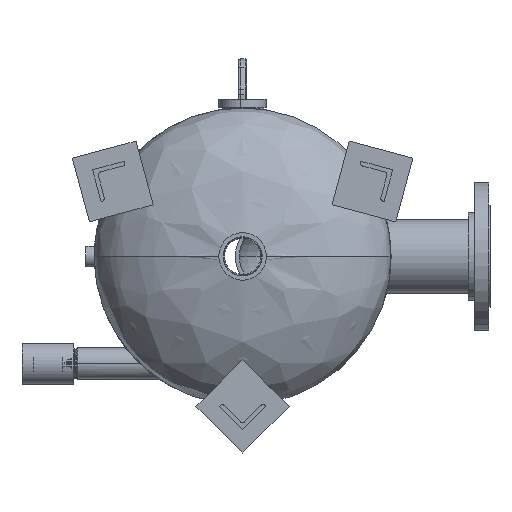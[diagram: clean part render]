
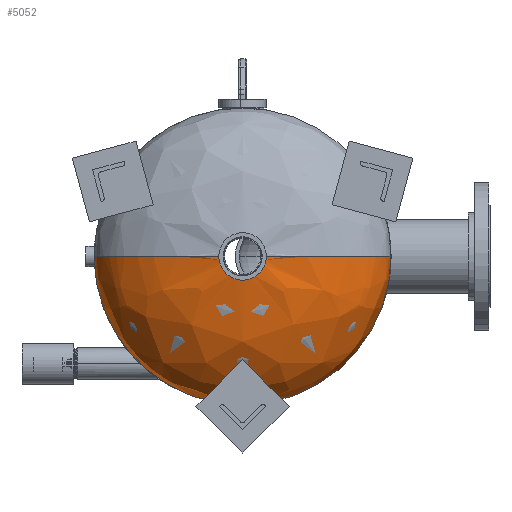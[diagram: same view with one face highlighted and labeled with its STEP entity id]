
A CAD part, front view. The second image highlights one B-rep face of the part: STEP entity #5052.
In plain terms, the highlighted free-form (B-spline) face has degree [3, 3] with [4, 4] control points.
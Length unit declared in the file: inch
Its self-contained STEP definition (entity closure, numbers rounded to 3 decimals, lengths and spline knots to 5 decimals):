
#682 = CARTESIAN_POINT ( 'NONE',  ( -1.3125, 5.22115, 0. ) ) ;
#1014 = VERTEX_POINT ( 'NONE', #9037 ) ;
#1766 = CARTESIAN_POINT ( 'NONE',  ( 9., 3.07635, 0. ) ) ;
#2149 = CARTESIAN_POINT ( 'NONE',  ( 1.3125, 5.22115, 0. ) ) ;
#2997 = CARTESIAN_POINT ( 'NONE',  ( 5.94191, 4.87467, 0. ) ) ;
#3849 = CARTESIAN_POINT ( 'NONE',  ( 9., 3.07635, 18. ) ) ;
#4229 = EDGE_CURVE ( 'NONE', #1014, #12491, #5111, .T. ) ;
#4864 = DIRECTION ( 'NONE',  ( 1., 0., 0. ) ) ;
#5052 = ADVANCED_FACE ( 'NONE', ( #14333 ), #10766, .T. ) ;
#5068 = VERTEX_POINT ( 'NONE', #18338 ) ;
#5111 = CIRCLE ( 'NONE', #15302, 1.3125 ) ;
#5293 = CARTESIAN_POINT ( 'NONE',  ( -1.3125, 5.22115, 0. ) ) ;
#5717 = AXIS2_PLACEMENT_3D ( 'NONE', #16787, #13491, #6890 ) ;
#6250 = CARTESIAN_POINT ( 'NONE',  ( 9., 0.7005, 0. ) ) ;
#6418 = CIRCLE ( 'NONE', #16608, 1.3125 ) ;
#6890 = DIRECTION ( 'NONE',  ( 1., 0., 0. ) ) ;
#6950 = CARTESIAN_POINT ( 'NONE',  ( 5.94191, 4.87467, 0. ) ) ;
#7152 = CARTESIAN_POINT ( 'NONE',  ( -9., 3.07635, 18. ) ) ;
#7262 = CARTESIAN_POINT ( 'NONE',  ( 1.3125, 5.22115, 2.625 ) ) ;
#7383 = ORIENTED_EDGE ( 'NONE', *, *, #16994, .F. ) ;
#7867 = CARTESIAN_POINT ( 'NONE',  ( 9., 0.7005, 0. ) ) ;
#8155 = CARTESIAN_POINT ( 'NONE',  ( -9., 3.07635, 0. ) ) ;
#8216 =( BOUNDED_CURVE ( )  B_SPLINE_CURVE ( 3, ( #16997, #13390, #20090, #5293 ),
 .UNSPECIFIED., .F., .F. ) 
 B_SPLINE_CURVE_WITH_KNOTS ( ( 4, 4 ),
 ( 3.14159, 4.56603 ),
 .UNSPECIFIED. ) 
 CURVE ( )  GEOMETRIC_REPRESENTATION_ITEM ( )  RATIONAL_B_SPLINE_CURVE ( ( 1., 0.838, 0.838, 1. ) ) 
 REPRESENTATION_ITEM ( '' )  );
#8652 = CARTESIAN_POINT ( 'NONE',  ( -5.94191, 4.87467, 0. ) ) ;
#9037 = CARTESIAN_POINT ( 'NONE',  ( 0., 5.22115, 1.3125 ) ) ;
#9552 = ORIENTED_EDGE ( 'NONE', *, *, #14608, .F. ) ;
#10240 = CARTESIAN_POINT ( 'NONE',  ( 5.94191, 4.87467, 11.88382 ) ) ;
#10766 =( BOUNDED_SURFACE ( )  B_SPLINE_SURFACE ( 3, 3, ( 
 ( #6250, #13448, #15038, #13067 ),
 ( #1766, #3849, #7152, #8155 ),
 ( #6950, #10240, #19945, #8652 ),
 ( #2149, #7262, #17845, #682 ) ),
 .UNSPECIFIED., .F., .F., .T. ) 
 B_SPLINE_SURFACE_WITH_KNOTS ( ( 4, 4 ),
 ( 4, 4 ),
 ( 0., 1. ),
 ( 0., 1. ),
 .UNSPECIFIED. ) 
 GEOMETRIC_REPRESENTATION_ITEM ( )  RATIONAL_B_SPLINE_SURFACE ( (
 ( 1., 0.333, 0.333, 1.),
 ( 0.838, 0.279, 0.279, 0.838),
 ( 0.838, 0.279, 0.279, 0.838),
 ( 1., 0.333, 0.333, 1.) ) ) 
 REPRESENTATION_ITEM ( '' )  SURFACE ( )  );
#10890 =( BOUNDED_CURVE ( )  B_SPLINE_CURVE ( 3, ( #12718, #14091, #2997, #20583 ),
 .UNSPECIFIED., .F., .F. ) 
 B_SPLINE_CURVE_WITH_KNOTS ( ( 4, 4 ),
 ( 3.14159, 4.56603 ),
 .UNSPECIFIED. ) 
 CURVE ( )  GEOMETRIC_REPRESENTATION_ITEM ( )  RATIONAL_B_SPLINE_CURVE ( ( 1., 0.838, 0.838, 1. ) ) 
 REPRESENTATION_ITEM ( '' )  );
#11469 = ORIENTED_EDGE ( 'NONE', *, *, #16989, .F. ) ;
#11553 = VERTEX_POINT ( 'NONE', #19411 ) ;
#11741 = ORIENTED_EDGE ( 'NONE', *, *, #13602, .T. ) ;
#11848 = DIRECTION ( 'NONE',  ( 0., 1., 0. ) ) ;
#12198 = CIRCLE ( 'NONE', #5717, 9. ) ;
#12491 = VERTEX_POINT ( 'NONE', #15863 ) ;
#12718 = CARTESIAN_POINT ( 'NONE',  ( 9., 0.7005, 0. ) ) ;
#12978 = CARTESIAN_POINT ( 'NONE',  ( 0., 5.22115, 0. ) ) ;
#13067 = CARTESIAN_POINT ( 'NONE',  ( -9., 0.7005, 0. ) ) ;
#13390 = CARTESIAN_POINT ( 'NONE',  ( -9., 3.07635, 0. ) ) ;
#13448 = CARTESIAN_POINT ( 'NONE',  ( 9., 0.7005, 18. ) ) ;
#13491 = DIRECTION ( 'NONE',  ( 0., -1., 0. ) ) ;
#13602 = EDGE_CURVE ( 'NONE', #18009, #12491, #10890, .T. ) ;
#13903 = ORIENTED_EDGE ( 'NONE', *, *, #4229, .F. ) ;
#14091 = CARTESIAN_POINT ( 'NONE',  ( 9., 3.07635, 0. ) ) ;
#14333 = FACE_OUTER_BOUND ( 'NONE', #19180, .T. ) ;
#14608 = EDGE_CURVE ( 'NONE', #5068, #1014, #6418, .T. ) ;
#15038 = CARTESIAN_POINT ( 'NONE',  ( -9., 0.7005, 18. ) ) ;
#15302 = AXIS2_PLACEMENT_3D ( 'NONE', #16939, #11848, #16632 ) ;
#15863 = CARTESIAN_POINT ( 'NONE',  ( 1.3125, 5.22115, 0. ) ) ;
#16608 = AXIS2_PLACEMENT_3D ( 'NONE', #12978, #19153, #4864 ) ;
#16632 = DIRECTION ( 'NONE',  ( 1., 0., 0. ) ) ;
#16787 = CARTESIAN_POINT ( 'NONE',  ( 0., 0.7005, 0. ) ) ;
#16939 = CARTESIAN_POINT ( 'NONE',  ( 0., 5.22115, 0. ) ) ;
#16989 = EDGE_CURVE ( 'NONE', #11553, #5068, #8216, .T. ) ;
#16994 = EDGE_CURVE ( 'NONE', #18009, #11553, #12198, .T. ) ;
#16997 = CARTESIAN_POINT ( 'NONE',  ( -9., 0.7005, 0. ) ) ;
#17845 = CARTESIAN_POINT ( 'NONE',  ( -1.3125, 5.22115, 2.625 ) ) ;
#18009 = VERTEX_POINT ( 'NONE', #7867 ) ;
#18338 = CARTESIAN_POINT ( 'NONE',  ( -1.3125, 5.22115, 0. ) ) ;
#19153 = DIRECTION ( 'NONE',  ( 0., 1., 0. ) ) ;
#19180 = EDGE_LOOP ( 'NONE', ( #11469, #7383, #11741, #13903, #9552 ) ) ;
#19411 = CARTESIAN_POINT ( 'NONE',  ( -9., 0.7005, 0. ) ) ;
#19945 = CARTESIAN_POINT ( 'NONE',  ( -5.94191, 4.87467, 11.88382 ) ) ;
#20090 = CARTESIAN_POINT ( 'NONE',  ( -5.94191, 4.87467, 0. ) ) ;
#20583 = CARTESIAN_POINT ( 'NONE',  ( 1.3125, 5.22115, 0. ) ) ;
